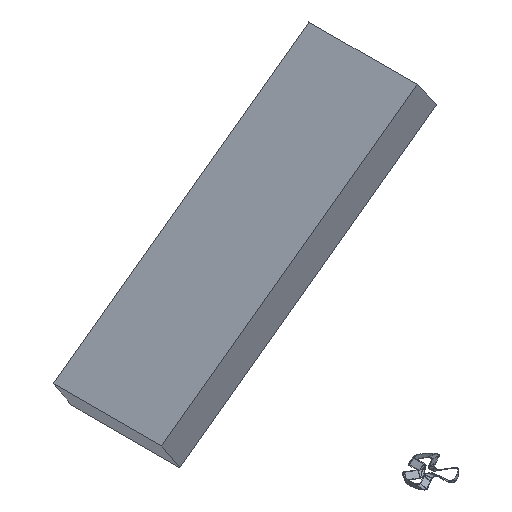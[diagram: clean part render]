
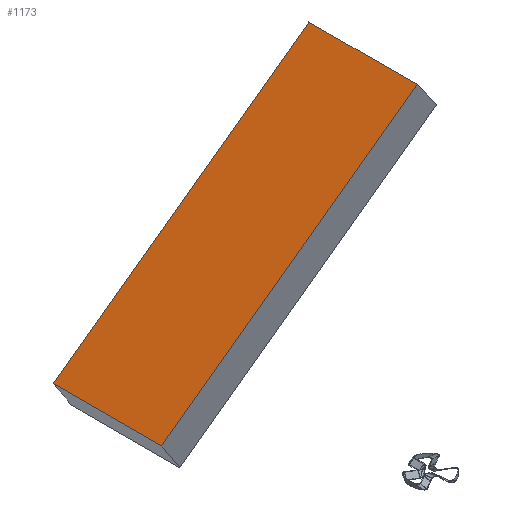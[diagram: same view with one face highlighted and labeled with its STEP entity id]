
A CAD part, isometric view. The second image highlights one B-rep face of the part: STEP entity #1173.
In plain terms, the highlighted planar face has unit normal (-0.587, 0, 0.81).
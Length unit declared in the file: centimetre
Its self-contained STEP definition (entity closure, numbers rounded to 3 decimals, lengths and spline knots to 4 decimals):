
#32=LINE('',#4351,#53);
#36=LINE('',#4359,#57);
#42=LINE('',#4370,#63);
#43=LINE('',#4372,#64);
#53=VECTOR('',#1329,1.);
#57=VECTOR('',#1335,1.);
#63=VECTOR('',#1345,1.);
#64=VECTOR('',#1348,1.);
#188=FACE_OUTER_BOUND('',#261,.T.);
#261=EDGE_LOOP('',(#1088,#1089,#1090,#1091));
#539=VERTEX_POINT('',#4349);
#540=VERTEX_POINT('',#4350);
#543=VERTEX_POINT('',#4358);
#546=VERTEX_POINT('',#4368);
#718=EDGE_CURVE('',#539,#540,#32,.T.);
#722=EDGE_CURVE('',#543,#540,#36,.T.);
#728=EDGE_CURVE('',#539,#546,#42,.T.);
#729=EDGE_CURVE('',#543,#546,#43,.T.);
#1088=ORIENTED_EDGE('',*,*,#728,.T.);
#1089=ORIENTED_EDGE('',*,*,#729,.F.);
#1090=ORIENTED_EDGE('',*,*,#722,.T.);
#1091=ORIENTED_EDGE('',*,*,#718,.F.);
#1105=PLANE('',#1226);
#1173=ADVANCED_FACE('',(#188),#1105,.T.);
#1226=AXIS2_PLACEMENT_3D('',#4371,#1346,#1347);
#1329=DIRECTION('',(-0.81,0.,-0.587));
#1335=DIRECTION('',(0.,-1.,0.));
#1345=DIRECTION('',(0.,1.,0.));
#1346=DIRECTION('center_axis',(-0.587,0.,0.81));
#1347=DIRECTION('ref_axis',(0.81,0.,0.587));
#1348=DIRECTION('',(0.81,0.,0.587));
#4349=CARTESIAN_POINT('',(-148.3802,-120.,877.1122));
#4350=CARTESIAN_POINT('',(-714.5405,-120.,466.8267));
#4351=CARTESIAN_POINT('',(-148.3802,-120.,877.1122));
#4358=CARTESIAN_POINT('',(-714.5405,120.,466.8267));
#4359=CARTESIAN_POINT('',(-714.5405,0.,466.8267));
#4368=CARTESIAN_POINT('',(-148.3802,120.,877.1122));
#4370=CARTESIAN_POINT('',(-148.3802,0.,877.1122));
#4371=CARTESIAN_POINT('Origin',(-714.5405,0.,466.8267));
#4372=CARTESIAN_POINT('',(-148.3802,120.,877.1122));
